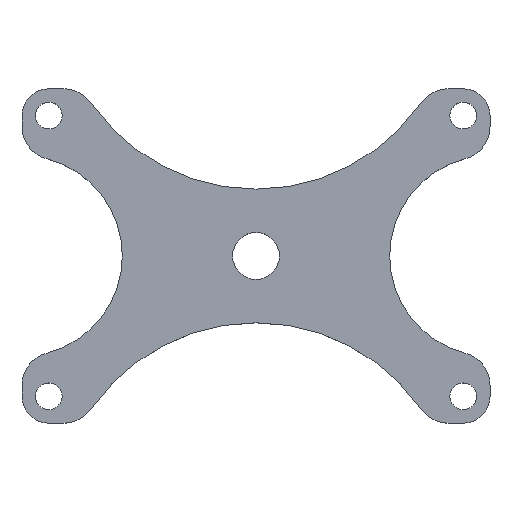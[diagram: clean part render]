
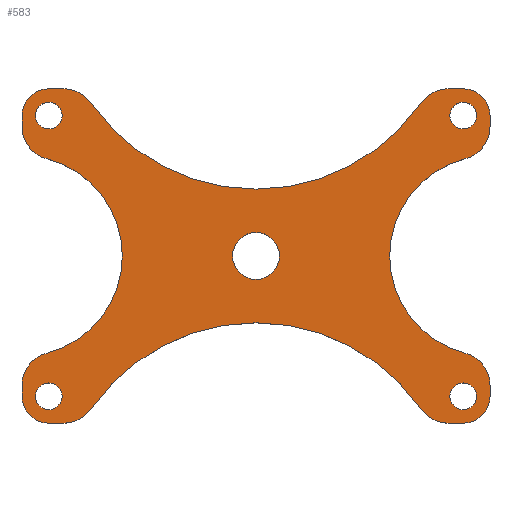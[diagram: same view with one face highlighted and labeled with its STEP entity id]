
A CAD part, top view. The second image highlights one B-rep face of the part: STEP entity #583.
In plain terms, the highlighted planar face has unit normal (0, 0, 1).
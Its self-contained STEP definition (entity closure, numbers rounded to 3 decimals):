
#20=FACE_BOUND('',#76,.T.);
#21=FACE_BOUND('',#77,.T.);
#22=FACE_BOUND('',#78,.T.);
#23=FACE_BOUND('',#79,.T.);
#24=FACE_BOUND('',#80,.T.);
#26=PLANE('',#652);
#39=FACE_OUTER_BOUND('',#75,.T.);
#75=EDGE_LOOP('',(#425,#426,#427,#428,#429,#430,#431,#432,#433,#434,#435,
#436,#437,#438,#439,#440,#441,#442,#443,#444,#445,#446,#447,#448));
#76=EDGE_LOOP('',(#449));
#77=EDGE_LOOP('',(#450));
#78=EDGE_LOOP('',(#451));
#79=EDGE_LOOP('',(#452));
#80=EDGE_LOOP('',(#453));
#120=LINE('',#970,#165);
#121=LINE('',#974,#166);
#122=LINE('',#982,#167);
#123=LINE('',#986,#168);
#124=LINE('',#994,#169);
#125=LINE('',#997,#170);
#126=LINE('',#1003,#171);
#127=LINE('',#1006,#172);
#165=VECTOR('',#772,10.);
#166=VECTOR('',#775,10.);
#167=VECTOR('',#782,10.);
#168=VECTOR('',#785,10.);
#169=VECTOR('',#792,10.);
#170=VECTOR('',#795,10.);
#171=VECTOR('',#800,10.);
#172=VECTOR('',#803,10.);
#197=CIRCLE('',#625,5.);
#200=CIRCLE('',#629,30.);
#220=CIRCLE('',#651,5.);
#221=CIRCLE('',#653,5.);
#222=CIRCLE('',#654,4.);
#223=CIRCLE('',#655,5.);
#224=CIRCLE('',#656,15.);
#225=CIRCLE('',#657,5.);
#226=CIRCLE('',#658,4.);
#227=CIRCLE('',#659,5.);
#228=CIRCLE('',#660,30.);
#229=CIRCLE('',#661,5.);
#230=CIRCLE('',#662,4.);
#231=CIRCLE('',#663,15.);
#232=CIRCLE('',#664,5.);
#233=CIRCLE('',#665,4.);
#234=CIRCLE('',#666,2.);
#235=CIRCLE('',#667,2.);
#236=CIRCLE('',#668,2.);
#237=CIRCLE('',#669,2.);
#238=CIRCLE('',#670,3.5);
#239=VERTEX_POINT('',#892);
#240=VERTEX_POINT('',#893);
#244=VERTEX_POINT('',#903);
#271=VERTEX_POINT('',#961);
#272=VERTEX_POINT('',#962);
#273=VERTEX_POINT('',#967);
#274=VERTEX_POINT('',#969);
#275=VERTEX_POINT('',#971);
#276=VERTEX_POINT('',#973);
#277=VERTEX_POINT('',#975);
#278=VERTEX_POINT('',#977);
#279=VERTEX_POINT('',#979);
#280=VERTEX_POINT('',#981);
#281=VERTEX_POINT('',#983);
#282=VERTEX_POINT('',#985);
#283=VERTEX_POINT('',#987);
#284=VERTEX_POINT('',#989);
#285=VERTEX_POINT('',#991);
#286=VERTEX_POINT('',#993);
#287=VERTEX_POINT('',#995);
#288=VERTEX_POINT('',#998);
#289=VERTEX_POINT('',#1000);
#290=VERTEX_POINT('',#1002);
#291=VERTEX_POINT('',#1004);
#292=VERTEX_POINT('',#1007);
#293=VERTEX_POINT('',#1009);
#294=VERTEX_POINT('',#1011);
#295=VERTEX_POINT('',#1013);
#296=VERTEX_POINT('',#1015);
#297=EDGE_CURVE('',#239,#240,#197,.T.);
#303=EDGE_CURVE('',#239,#244,#200,.T.);
#331=EDGE_CURVE('',#271,#272,#220,.T.);
#334=EDGE_CURVE('',#273,#244,#221,.T.);
#335=EDGE_CURVE('',#273,#274,#120,.T.);
#336=EDGE_CURVE('',#275,#274,#222,.T.);
#337=EDGE_CURVE('',#275,#276,#121,.T.);
#338=EDGE_CURVE('',#277,#276,#223,.T.);
#339=EDGE_CURVE('',#277,#278,#224,.T.);
#340=EDGE_CURVE('',#279,#278,#225,.T.);
#341=EDGE_CURVE('',#279,#280,#122,.T.);
#342=EDGE_CURVE('',#281,#280,#226,.T.);
#343=EDGE_CURVE('',#281,#282,#123,.T.);
#344=EDGE_CURVE('',#283,#282,#227,.T.);
#345=EDGE_CURVE('',#283,#284,#228,.T.);
#346=EDGE_CURVE('',#285,#284,#229,.T.);
#347=EDGE_CURVE('',#285,#286,#124,.T.);
#348=EDGE_CURVE('',#287,#286,#230,.T.);
#349=EDGE_CURVE('',#287,#272,#125,.T.);
#350=EDGE_CURVE('',#271,#288,#231,.T.);
#351=EDGE_CURVE('',#289,#288,#232,.T.);
#352=EDGE_CURVE('',#289,#290,#126,.T.);
#353=EDGE_CURVE('',#291,#290,#233,.T.);
#354=EDGE_CURVE('',#291,#240,#127,.T.);
#355=EDGE_CURVE('',#292,#292,#234,.T.);
#356=EDGE_CURVE('',#293,#293,#235,.T.);
#357=EDGE_CURVE('',#294,#294,#236,.T.);
#358=EDGE_CURVE('',#295,#295,#237,.T.);
#359=EDGE_CURVE('',#296,#296,#238,.T.);
#425=ORIENTED_EDGE('',*,*,#297,.F.);
#426=ORIENTED_EDGE('',*,*,#303,.T.);
#427=ORIENTED_EDGE('',*,*,#334,.F.);
#428=ORIENTED_EDGE('',*,*,#335,.T.);
#429=ORIENTED_EDGE('',*,*,#336,.F.);
#430=ORIENTED_EDGE('',*,*,#337,.T.);
#431=ORIENTED_EDGE('',*,*,#338,.F.);
#432=ORIENTED_EDGE('',*,*,#339,.T.);
#433=ORIENTED_EDGE('',*,*,#340,.F.);
#434=ORIENTED_EDGE('',*,*,#341,.T.);
#435=ORIENTED_EDGE('',*,*,#342,.F.);
#436=ORIENTED_EDGE('',*,*,#343,.T.);
#437=ORIENTED_EDGE('',*,*,#344,.F.);
#438=ORIENTED_EDGE('',*,*,#345,.T.);
#439=ORIENTED_EDGE('',*,*,#346,.F.);
#440=ORIENTED_EDGE('',*,*,#347,.T.);
#441=ORIENTED_EDGE('',*,*,#348,.F.);
#442=ORIENTED_EDGE('',*,*,#349,.T.);
#443=ORIENTED_EDGE('',*,*,#331,.F.);
#444=ORIENTED_EDGE('',*,*,#350,.T.);
#445=ORIENTED_EDGE('',*,*,#351,.F.);
#446=ORIENTED_EDGE('',*,*,#352,.T.);
#447=ORIENTED_EDGE('',*,*,#353,.F.);
#448=ORIENTED_EDGE('',*,*,#354,.T.);
#449=ORIENTED_EDGE('',*,*,#355,.T.);
#450=ORIENTED_EDGE('',*,*,#356,.T.);
#451=ORIENTED_EDGE('',*,*,#357,.T.);
#452=ORIENTED_EDGE('',*,*,#358,.T.);
#453=ORIENTED_EDGE('',*,*,#359,.T.);
#583=ADVANCED_FACE('',(#39,#20,#21,#22,#23,#24),#26,.T.);
#625=AXIS2_PLACEMENT_3D('',#894,#701,#702);
#629=AXIS2_PLACEMENT_3D('',#905,#712,#713);
#651=AXIS2_PLACEMENT_3D('',#963,#764,#765);
#652=AXIS2_PLACEMENT_3D('',#966,#768,#769);
#653=AXIS2_PLACEMENT_3D('',#968,#770,#771);
#654=AXIS2_PLACEMENT_3D('',#972,#773,#774);
#655=AXIS2_PLACEMENT_3D('',#976,#776,#777);
#656=AXIS2_PLACEMENT_3D('',#978,#778,#779);
#657=AXIS2_PLACEMENT_3D('',#980,#780,#781);
#658=AXIS2_PLACEMENT_3D('',#984,#783,#784);
#659=AXIS2_PLACEMENT_3D('',#988,#786,#787);
#660=AXIS2_PLACEMENT_3D('',#990,#788,#789);
#661=AXIS2_PLACEMENT_3D('',#992,#790,#791);
#662=AXIS2_PLACEMENT_3D('',#996,#793,#794);
#663=AXIS2_PLACEMENT_3D('',#999,#796,#797);
#664=AXIS2_PLACEMENT_3D('',#1001,#798,#799);
#665=AXIS2_PLACEMENT_3D('',#1005,#801,#802);
#666=AXIS2_PLACEMENT_3D('',#1008,#804,#805);
#667=AXIS2_PLACEMENT_3D('',#1010,#806,#807);
#668=AXIS2_PLACEMENT_3D('',#1012,#808,#809);
#669=AXIS2_PLACEMENT_3D('',#1014,#810,#811);
#670=AXIS2_PLACEMENT_3D('',#1016,#812,#813);
#701=DIRECTION('center_axis',(0.,0.,-1.));
#702=DIRECTION('ref_axis',(0.463,-0.886,0.));
#712=DIRECTION('center_axis',(0.,0.,-1.));
#713=DIRECTION('ref_axis',(-1.,0.,0.));
#764=DIRECTION('center_axis',(0.,0.,-1.));
#765=DIRECTION('ref_axis',(-0.791,-0.612,0.));
#768=DIRECTION('center_axis',(0.,0.,1.));
#769=DIRECTION('ref_axis',(1.,0.,0.));
#770=DIRECTION('center_axis',(0.,0.,-1.));
#771=DIRECTION('ref_axis',(-0.463,-0.886,0.));
#772=DIRECTION('',(1.,0.,0.));
#773=DIRECTION('center_axis',(0.,0.,-1.));
#774=DIRECTION('ref_axis',(0.707,-0.707,0.));
#775=DIRECTION('',(0.,1.,0.));
#776=DIRECTION('center_axis',(0.,0.,-1.));
#777=DIRECTION('ref_axis',(0.791,0.612,0.));
#778=DIRECTION('center_axis',(0.,0.,-1.));
#779=DIRECTION('ref_axis',(1.,0.,0.));
#780=DIRECTION('center_axis',(0.,0.,-1.));
#781=DIRECTION('ref_axis',(0.791,-0.612,0.));
#782=DIRECTION('',(0.,1.,0.));
#783=DIRECTION('center_axis',(0.,0.,-1.));
#784=DIRECTION('ref_axis',(0.707,0.707,0.));
#785=DIRECTION('',(-1.,0.,0.));
#786=DIRECTION('center_axis',(0.,0.,-1.));
#787=DIRECTION('ref_axis',(-0.463,0.886,0.));
#788=DIRECTION('center_axis',(0.,0.,-1.));
#789=DIRECTION('ref_axis',(-1.,0.,0.));
#790=DIRECTION('center_axis',(0.,0.,-1.));
#791=DIRECTION('ref_axis',(0.463,0.886,0.));
#792=DIRECTION('',(-1.,0.,0.));
#793=DIRECTION('center_axis',(0.,0.,-1.));
#794=DIRECTION('ref_axis',(-0.707,0.707,0.));
#795=DIRECTION('',(0.,-1.,0.));
#796=DIRECTION('center_axis',(0.,0.,-1.));
#797=DIRECTION('ref_axis',(-1.,0.,0.));
#798=DIRECTION('center_axis',(0.,0.,-1.));
#799=DIRECTION('ref_axis',(-0.791,0.612,0.));
#800=DIRECTION('',(0.,-1.,0.));
#801=DIRECTION('center_axis',(0.,0.,-1.));
#802=DIRECTION('ref_axis',(-0.707,-0.707,0.));
#803=DIRECTION('',(1.,0.,0.));
#804=DIRECTION('center_axis',(0.,0.,-1.));
#805=DIRECTION('ref_axis',(1.,0.,0.));
#806=DIRECTION('center_axis',(0.,0.,-1.));
#807=DIRECTION('ref_axis',(-1.,0.,0.));
#808=DIRECTION('center_axis',(0.,0.,-1.));
#809=DIRECTION('ref_axis',(1.,0.,0.));
#810=DIRECTION('center_axis',(0.,0.,-1.));
#811=DIRECTION('ref_axis',(-1.,0.,0.));
#812=DIRECTION('center_axis',(0.,0.,-1.));
#813=DIRECTION('ref_axis',(-1.,0.,0.));
#892=CARTESIAN_POINT('',(10.38,2.143,5.));
#893=CARTESIAN_POINT('',(6.277,0.,5.));
#894=CARTESIAN_POINT('Origin',(6.277,5.,5.));
#903=CARTESIAN_POINT('',(59.62,2.143,5.));
#905=CARTESIAN_POINT('Origin',(35.,-15.,5.));
#961=CARTESIAN_POINT('',(3.75,39.524,5.));
#962=CARTESIAN_POINT('',(0.,44.365,5.));
#963=CARTESIAN_POINT('Origin',(5.,44.365,5.));
#966=CARTESIAN_POINT('Origin',(35.,25.,5.));
#967=CARTESIAN_POINT('',(63.723,0.,5.));
#968=CARTESIAN_POINT('Origin',(63.723,5.,5.));
#969=CARTESIAN_POINT('',(66.,0.,5.));
#970=CARTESIAN_POINT('',(0.,0.,5.));
#971=CARTESIAN_POINT('',(70.,4.,5.));
#972=CARTESIAN_POINT('Origin',(66.,4.,5.));
#973=CARTESIAN_POINT('',(70.,5.635,5.));
#974=CARTESIAN_POINT('',(70.,0.,5.));
#975=CARTESIAN_POINT('',(66.25,10.476,5.));
#976=CARTESIAN_POINT('Origin',(65.,5.635,5.));
#977=CARTESIAN_POINT('',(66.25,39.524,5.));
#978=CARTESIAN_POINT('Origin',(70.,25.,5.));
#979=CARTESIAN_POINT('',(70.,44.365,5.));
#980=CARTESIAN_POINT('Origin',(65.,44.365,5.));
#981=CARTESIAN_POINT('',(70.,46.,5.));
#982=CARTESIAN_POINT('',(70.,0.,5.));
#983=CARTESIAN_POINT('',(66.,50.,5.));
#984=CARTESIAN_POINT('Origin',(66.,46.,5.));
#985=CARTESIAN_POINT('',(63.723,50.,5.));
#986=CARTESIAN_POINT('',(70.,50.,5.));
#987=CARTESIAN_POINT('',(59.62,47.857,5.));
#988=CARTESIAN_POINT('Origin',(63.723,45.,5.));
#989=CARTESIAN_POINT('',(10.38,47.857,5.));
#990=CARTESIAN_POINT('Origin',(35.,65.,5.));
#991=CARTESIAN_POINT('',(6.277,50.,5.));
#992=CARTESIAN_POINT('Origin',(6.277,45.,5.));
#993=CARTESIAN_POINT('',(4.,50.,5.));
#994=CARTESIAN_POINT('',(70.,50.,5.));
#995=CARTESIAN_POINT('',(0.,46.,5.));
#996=CARTESIAN_POINT('Origin',(4.,46.,5.));
#997=CARTESIAN_POINT('',(0.,50.,5.));
#998=CARTESIAN_POINT('',(3.75,10.476,5.));
#999=CARTESIAN_POINT('Origin',(0.,25.,5.));
#1000=CARTESIAN_POINT('',(0.,5.635,5.));
#1001=CARTESIAN_POINT('Origin',(5.,5.635,5.));
#1002=CARTESIAN_POINT('',(0.,4.,5.));
#1003=CARTESIAN_POINT('',(0.,50.,5.));
#1004=CARTESIAN_POINT('',(4.,0.,5.));
#1005=CARTESIAN_POINT('Origin',(4.,4.,5.));
#1006=CARTESIAN_POINT('',(0.,0.,5.));
#1007=CARTESIAN_POINT('',(64.,4.,5.));
#1008=CARTESIAN_POINT('Origin',(66.,4.,5.));
#1009=CARTESIAN_POINT('',(6.,4.,5.));
#1010=CARTESIAN_POINT('Origin',(4.,4.,5.));
#1011=CARTESIAN_POINT('',(64.,46.,5.));
#1012=CARTESIAN_POINT('Origin',(66.,46.,5.));
#1013=CARTESIAN_POINT('',(6.,46.,5.));
#1014=CARTESIAN_POINT('Origin',(4.,46.,5.));
#1015=CARTESIAN_POINT('',(38.5,25.,5.));
#1016=CARTESIAN_POINT('Origin',(35.,25.,5.));
